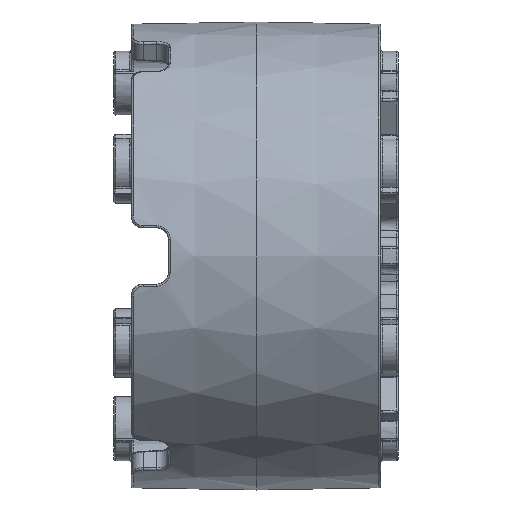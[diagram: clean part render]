
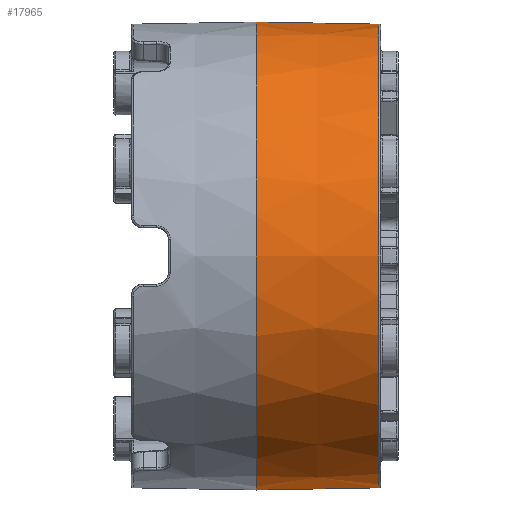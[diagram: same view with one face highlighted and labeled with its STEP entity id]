
A CAD part, left-side view. The second image highlights one B-rep face of the part: STEP entity #17965.
In plain terms, the highlighted conical face has half-angle 1 degrees and reference radius 31.75 mm.
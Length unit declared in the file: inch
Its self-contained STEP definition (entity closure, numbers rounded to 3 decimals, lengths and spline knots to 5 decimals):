
#1884 = ORIENTED_EDGE ( 'NONE', *, *, #3874, .T. ) ;
#3045 = DIRECTION ( 'NONE',  ( 0., 0., -1. ) ) ;
#3874 = EDGE_CURVE ( 'NONE', #9152, #33200, #48126, .T. ) ;
#4930 = LINE ( 'NONE', #38552, #44968 ) ;
#5074 = DIRECTION ( 'NONE',  ( 0., 1., 0. ) ) ;
#7342 = CARTESIAN_POINT ( 'NONE',  ( 0., 0.6655, 1.25 ) ) ;
#7565 = AXIS2_PLACEMENT_3D ( 'NONE', #37448, #15047, #38160 ) ;
#9152 = VERTEX_POINT ( 'NONE', #42228 ) ;
#9797 = CIRCLE ( 'NONE', #12949, 1.23856 ) ;
#12949 = AXIS2_PLACEMENT_3D ( 'NONE', #33253, #47629, #3045 ) ;
#14685 = CARTESIAN_POINT ( 'NONE',  ( 0., 0.00983, -1.23856 ) ) ;
#14770 = DIRECTION ( 'NONE',  ( 0., 1., 0.017 ) ) ;
#15047 = DIRECTION ( 'NONE',  ( 0., -1., 0. ) ) ;
#16452 = ORIENTED_EDGE ( 'NONE', *, *, #41428, .F. ) ;
#16529 = VERTEX_POINT ( 'NONE', #27607 ) ;
#17965 = ADVANCED_FACE ( 'NONE', ( #42111 ), #22559, .T. ) ;
#18343 = ORIENTED_EDGE ( 'NONE', *, *, #45740, .T. ) ;
#19234 = CIRCLE ( 'NONE', #7565, 1.25 ) ;
#19818 = DIRECTION ( 'NONE',  ( 0., 1., -0.017 ) ) ;
#22559 = CONICAL_SURFACE ( 'NONE', #33414, 1.25, 0.017 ) ;
#27607 = CARTESIAN_POINT ( 'NONE',  ( 0., 0.6655, -1.25 ) ) ;
#28249 = VECTOR ( 'NONE', #14770, 39.37008 ) ;
#30565 = VERTEX_POINT ( 'NONE', #14685 ) ;
#30676 = ORIENTED_EDGE ( 'NONE', *, *, #43711, .T. ) ;
#33200 = VERTEX_POINT ( 'NONE', #7342 ) ;
#33253 = CARTESIAN_POINT ( 'NONE',  ( 0., 0.00983, 0. ) ) ;
#33414 = AXIS2_PLACEMENT_3D ( 'NONE', #38455, #5074, #33627 ) ;
#33627 = DIRECTION ( 'NONE',  ( 0., 0., 1. ) ) ;
#37346 = EDGE_LOOP ( 'NONE', ( #16452, #18343, #1884, #30676 ) ) ;
#37448 = CARTESIAN_POINT ( 'NONE',  ( 0., 0.6655, 0. ) ) ;
#38160 = DIRECTION ( 'NONE',  ( 0., 0., -1. ) ) ;
#38455 = CARTESIAN_POINT ( 'NONE',  ( 0., 0.6655, 0. ) ) ;
#38552 = CARTESIAN_POINT ( 'NONE',  ( 0., 0.6655, -1.25 ) ) ;
#41428 = EDGE_CURVE ( 'NONE', #30565, #16529, #4930, .T. ) ;
#41522 = CARTESIAN_POINT ( 'NONE',  ( 0., 0.6655, 1.25 ) ) ;
#42111 = FACE_OUTER_BOUND ( 'NONE', #37346, .T. ) ;
#42228 = CARTESIAN_POINT ( 'NONE',  ( 0., 0.00983, 1.23856 ) ) ;
#43711 = EDGE_CURVE ( 'NONE', #33200, #16529, #19234, .T. ) ;
#44968 = VECTOR ( 'NONE', #19818, 39.37008 ) ;
#45740 = EDGE_CURVE ( 'NONE', #30565, #9152, #9797, .T. ) ;
#47629 = DIRECTION ( 'NONE',  ( 0., 1., 0. ) ) ;
#48126 = LINE ( 'NONE', #41522, #28249 ) ;
